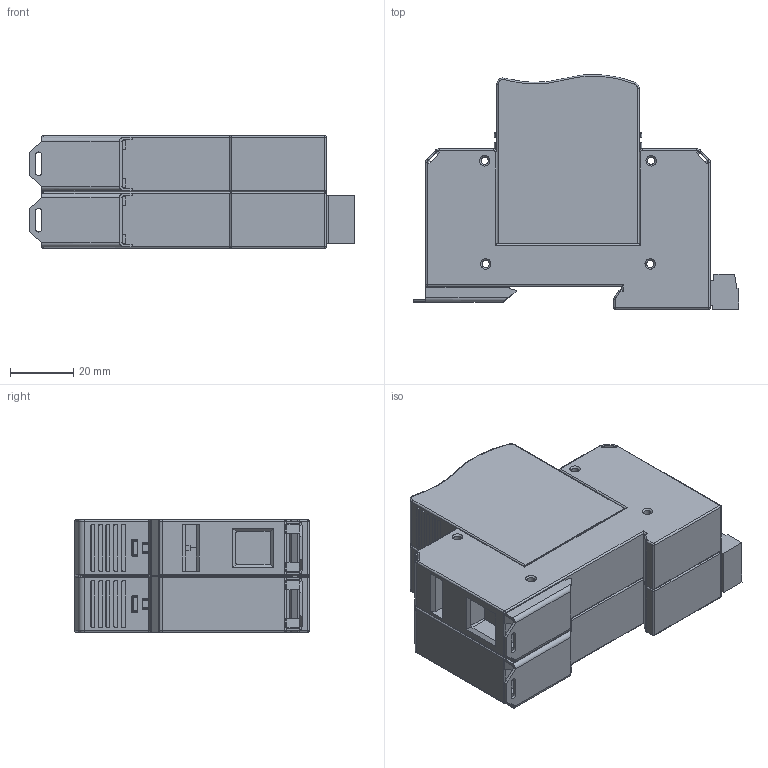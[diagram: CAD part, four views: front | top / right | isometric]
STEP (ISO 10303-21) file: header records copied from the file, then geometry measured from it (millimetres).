
FILE_DESCRIPTION((''),'2;1');
FILE_NAME('ASM0016_ASM','2021-03-01T',('marketing.praksa'),('Audax d.o.o.'),'CREO PARAMETRIC BY PTC INC, 2017480','CREO PARAMETRIC BY PTC INC, 2017480','');
FILE_SCHEMA(('AUTOMOTIVE_DESIGN { 1 0 10303 214 1 1 1 1 }'));
Products named in the file (30): TMP_DWG_65_1_1_1_2_1_2_1_1_1__3; TMP_DWG_65_1_2_1_2_1_2_1_1_1__3; TMP_DWG_65_1_3_1_2_1_2_1_1_1__3; BAZA_1TE_B2S_ZASKOK_19_1_2_2__7; BAZA_1TE_B2S_ZASKOK_19_1_2_3__7; MODUL_OUTER_S_SHAPE_B2S_10_1_10; BAZA_1TE_B2S_ZASKOK_19_1_2_1_12; SPONKA_1_1_1_1_1_1_2; SCREW_1_1_1_2; MODULE_WINDOW_1_1_2; RC_1_1_1_1_1_1_1_2; RC_SCREW_1_1_1_1_1_2; PRT0017_1_1_1_1_1_2; PRT0018_1_1_1_1_1_2; ASM0013_ASM_1_1_2_3_ASM; ASM0010_ASM_1_1_2_ASM; TMP_DWG_65_1_1_1_2_1_2_1_1_1__4; TMP_DWG_65_1_2_1_2_1_2_1_1_1__4; TMP_DWG_65_1_3_1_2_1_2_1_1_1__4; BAZA_1TE_B2S_ZASKOK_19_1_2_2__8; BAZA_1TE_B2S_ZASKOK_19_1_2_3__8; MODUL_OUTER_S_SHAPE_B2S_10_1_11; BAZA_1TE_B2S_ZASKOK_19_1_2_1_13; SPONKA_1_1_1_1_1_1_2_3; SCREW_1_1_1_2_3; PRT0056_1_1_1_2_3; MODULE_WINDOW_1_1_2_3; ASM0010_ASM_1_1_2_3_ASM; ASM0017_ASM; ASM0016_ASM
Assembly tree (29 placements, depth 4):
  ASM0016_ASM
    ASM0010_ASM_1_1_2_ASM
      TMP_DWG_65_1_1_1_2_1_2_1_1_1__3
      TMP_DWG_65_1_2_1_2_1_2_1_1_1__3
      TMP_DWG_65_1_3_1_2_1_2_1_1_1__3
      BAZA_1TE_B2S_ZASKOK_19_1_2_2__7
      BAZA_1TE_B2S_ZASKOK_19_1_2_3__7
      MODUL_OUTER_S_SHAPE_B2S_10_1_10
      BAZA_1TE_B2S_ZASKOK_19_1_2_1_12
      SPONKA_1_1_1_1_1_1_2
      SCREW_1_1_1_2
      MODULE_WINDOW_1_1_2
      ASM0013_ASM_1_1_2_3_ASM
        RC_1_1_1_1_1_1_1_2
        RC_SCREW_1_1_1_1_1_2
        PRT0017_1_1_1_1_1_2
        PRT0018_1_1_1_1_1_2
    ASM0017_ASM
      ASM0010_ASM_1_1_2_3_ASM
        TMP_DWG_65_1_1_1_2_1_2_1_1_1__4
        TMP_DWG_65_1_2_1_2_1_2_1_1_1__4
        TMP_DWG_65_1_3_1_2_1_2_1_1_1__4
        BAZA_1TE_B2S_ZASKOK_19_1_2_2__8
        BAZA_1TE_B2S_ZASKOK_19_1_2_3__8
        MODUL_OUTER_S_SHAPE_B2S_10_1_11
        BAZA_1TE_B2S_ZASKOK_19_1_2_1_13
        SPONKA_1_1_1_1_1_1_2_3
        SCREW_1_1_1_2_3
        PRT0056_1_1_1_2_3
        MODULE_WINDOW_1_1_2_3
Bounding box: 102.9 x 74.14 x 35.6 mm (x, y, z)
Volume: 179272.1 mm3; surface area: 51664.3 mm2
Topology: 25 solids, 25 shells, 1255 faces, 3361 edges, 2195 vertices
Faces by surface type: plane 727, cylinder 390, torus 54, cone 40, sphere 28, bspline 16
Entity records: 53110 total; most frequent: CARTESIAN_POINT 8159, DIRECTION 6734, ORIENTED_EDGE 6666, PRESENTATION_STYLE_ASSIGNMENT 3358, STYLED_ITEM 3358, CURVE_STYLE 3333, EDGE_CURVE 3333, AXIS2_PLACEMENT_3D 2286
